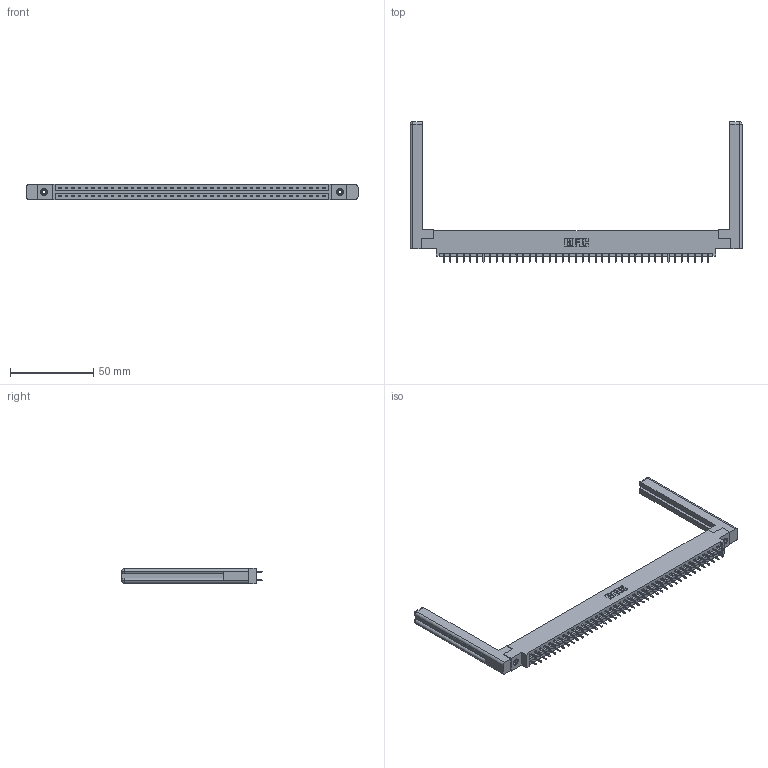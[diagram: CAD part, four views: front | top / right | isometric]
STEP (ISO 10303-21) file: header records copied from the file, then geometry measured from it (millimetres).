
FILE_DESCRIPTION (( 'STEP AP203' ), '1' );
FILE_NAME ('337-082-521-858.STEP', '2019-10-15T16:07:54', ( '' ), ( '' ), 'SwSTEP 2.0', 'SolidWorks 2016', '' );
FILE_SCHEMA (( 'CONFIG_CONTROL_DESIGN' ));
Length unit declared in the file: inch
Products named in the file (5): 337-082-521-858; 345-250-001_345-250-001-102; 345-292-001_345-293-121; 307-220-058; 337 Part_0.170 Offset - 0.156 Dia-TI
Assembly tree (87 placements, depth 2):
  337-082-521-858
    337 Part_0.170 Offset - 0.156 Dia-TI
    345-292-001_345-293-121  x82
    345-250-001_345-250-001-102  x2
    307-220-058  x2
Bounding box: 199.09 x 84.46 x 9.4 mm (x, y, z)
Volume: 27959.2 mm3; surface area: 28435.3 mm2
Topology: 87 solids, 87 shells, 4688 faces, 13879 edges, 9130 vertices
Faces by surface type: plane 3274, cylinder 1390, cone 12, torus 12
Entity records: 34702 total; most frequent: CARTESIAN_POINT 5857, ORIENTED_EDGE 5732, DIRECTION 4998, EDGE_CURVE 2866, LINE 2690, VECTOR 2690, VERTEX_POINT 1902, AXIS2_PLACEMENT_3D 1154
